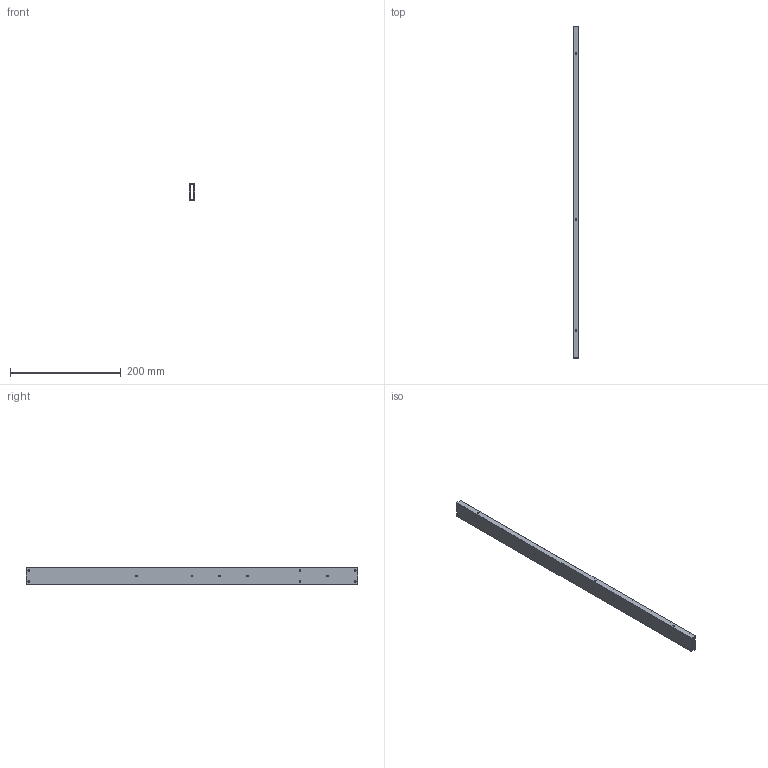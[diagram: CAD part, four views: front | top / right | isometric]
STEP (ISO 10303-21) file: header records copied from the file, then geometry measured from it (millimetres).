
FILE_DESCRIPTION(/* description */ (''),/* implementation_level */ '2;1');
FILE_NAME(/* name */ 'Part1.stp',/* time_stamp */ '2020-01-17T21:29:41+09:00',/* author */ ('Tsuba'),/* organization */ (''),/* preprocessor_version */ 'ST-DEVELOPER v17',/* originating_system */ 'Autodesk Inventor 2018',/* authorisation */ '');
FILE_SCHEMA (('AUTOMOTIVE_DESIGN { 1 0 10303 214 3 1 1 }'));
Length unit declared in the file: millimetre
Products named in the file (1): Part1
Bounding box: 10 x 600 x 30 mm (x, y, z)
Volume: 66262.2 mm3; surface area: 88993.9 mm2
Topology: 1 solids, 1 shells, 38 faces, 122 edges, 86 vertices
Faces by surface type: cylinder 28, plane 10
Full cylindrical faces by diameter (mm): 3.2 x28
Entity records: 1563 total; most frequent: DIRECTION 270, CARTESIAN_POINT 247, ORIENTED_EDGE 244, EDGE_CURVE 122, AXIS2_PLACEMENT_3D 109, EDGE_LOOP 96, VERTEX_POINT 86, CIRCLE 70
